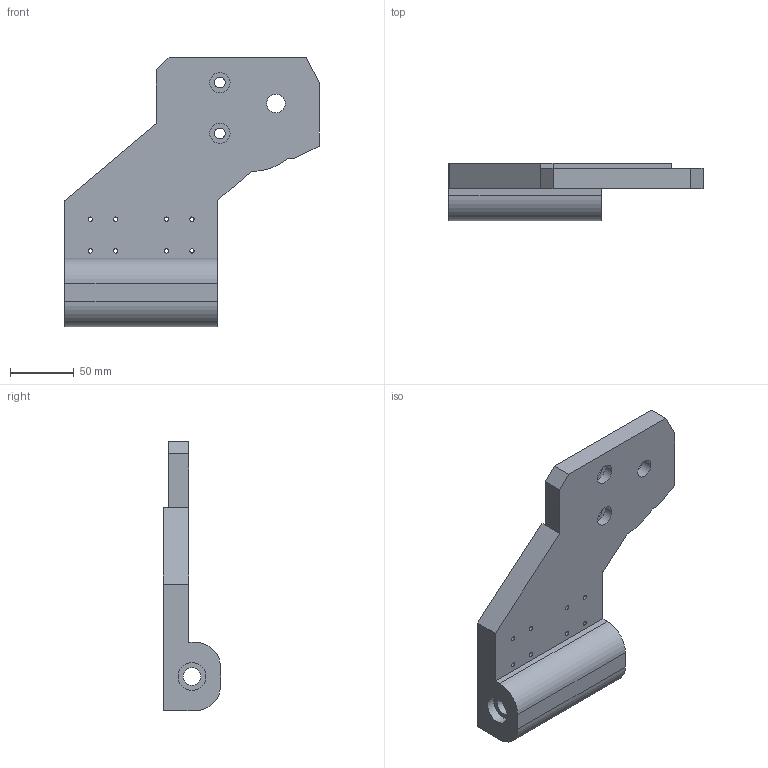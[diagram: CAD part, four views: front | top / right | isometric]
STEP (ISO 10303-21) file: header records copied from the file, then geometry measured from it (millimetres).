
FILE_DESCRIPTION(/* description */ (''),/* implementation_level */ '2;1');
FILE_NAME(/* name */ 'Right_Gantry.step',/* time_stamp */ '2024-07-18T11:47:05-07:00',/* author */ (''),/* organization */ (''),/* preprocessor_version */ 'ST-DEVELOPER v20',/* originating_system */ 'Autodesk Translation Framework v13.14.0.145',/* authorisation */ '');
FILE_SCHEMA (('AUTOMOTIVE_DESIGN { 1 0 10303 214 3 1 1 }'));
Length unit declared in the file: millimetre
Products named in the file (1): Gantry1_v2
Bounding box: 200.11 x 45 x 212.26 mm (x, y, z)
Volume: 590865.3 mm3; surface area: 84431.2 mm2
Topology: 1 solids, 1 shells, 59 faces, 136 edges, 90 vertices
Faces by surface type: plane 33, cylinder 26
Full cylindrical faces by diameter (mm): 3 x6, 3.4 x8, 8.4 x2, 14 x1, 14.584 x1, 16 x2, 22 x1, 22.4 x1, 25 x1
Entity records: 1774 total; most frequent: DIRECTION 308, CARTESIAN_POINT 286, ORIENTED_EDGE 272, EDGE_CURVE 136, AXIS2_PLACEMENT_3D 112, EDGE_LOOP 94, VERTEX_POINT 90, LINE 84
